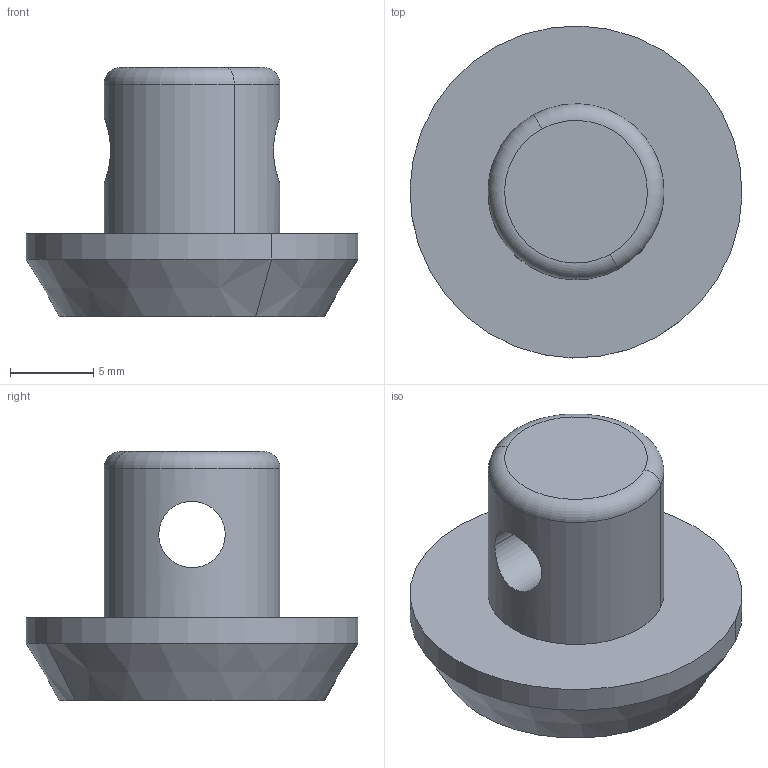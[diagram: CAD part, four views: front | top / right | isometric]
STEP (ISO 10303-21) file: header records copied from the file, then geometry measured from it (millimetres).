
FILE_DESCRIPTION(('CATIA V5 STEP Exchange'),'2;1');
FILE_NAME('Part11.stp','2023-12-11T12:51:33+00:00',('none'),('none'),'CATIA Unofficial Packaging Version SP3','CATIA V5 STEP AP203','none');
FILE_SCHEMA(('CONFIG_CONTROL_DESIGN'));
Length unit declared in the file: millimetre
Products named in the file (1): Part11
Bounding box: 19.99 x 19.99 x 15 mm (x, y, z)
Volume: 2112.5 mm3; surface area: 1258.9 mm2
Topology: 1 solids, 1 shells, 13 faces, 26 edges, 16 vertices
Faces by surface type: cylinder 6, plane 3, torus 2, cone 2
Entity records: 406 total; most frequent: CARTESIAN_POINT 109, ORIENTED_EDGE 52, DIRECTION 42, EDGE_CURVE 26, AXIS2_PLACEMENT_3D 25, EDGE_LOOP 16, VERTEX_POINT 16, CIRCLE 14
